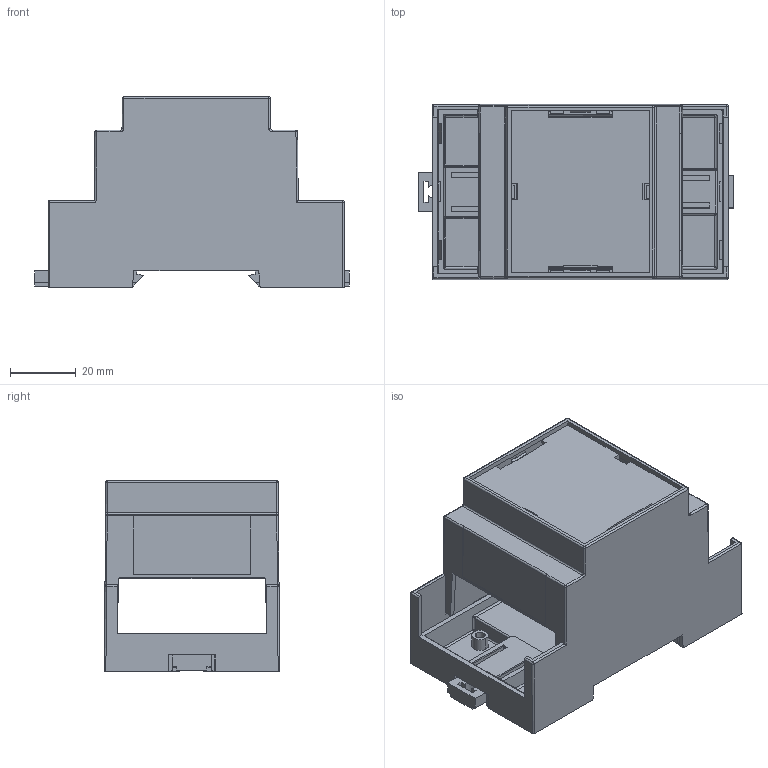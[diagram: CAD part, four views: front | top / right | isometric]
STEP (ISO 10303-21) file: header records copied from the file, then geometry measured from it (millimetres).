
FILE_DESCRIPTION(('Creo Elements/Direct Modeling STEP Export'),'2;1');
FILE_NAME('449-130-40.stp','2016-05-19T11:44:48',(''),(''),'Creo Elements/Direct Modeling STEP processor for AP214 (Solid Model)','Creo Elements/Direct Modeling 18.1B 29-Sep-2012 (C) Parametric Technology GmbH','');
FILE_SCHEMA(('AUTOMOTIVE_DESIGN { 1 0 10303 214 1 1 1 1 }'));
Length unit declared in the file: millimetre
Products named in the file (5): 044913052_apraRail_3Mod_TypIV_2_S.o._Oberteil; 044913013_apraRail_3Mod_Bodenteil; 044900100_Klammer_weiß; 044900200_Klammer_schwarz; 044913040_apraRailMB_3Mod_TypIV
Assembly tree (4 placements, depth 2):
  044913040_apraRailMB_3Mod_TypIV
    044900200_Klammer_schwarz
    044900100_Klammer_weiß
    044913013_apraRail_3Mod_Bodenteil
    044913052_apraRail_3Mod_TypIV_2_S.o._Oberteil
Bounding box: 95.8 x 53.4 x 58 mm (x, y, z)
Volume: 33159.9 mm3; surface area: 48911.6 mm2
Topology: 4 solids, 4 shells, 843 faces, 2287 edges, 1428 vertices
Faces by surface type: plane 580, cylinder 193, sphere 47, bspline 19, cone 4
Entity records: 27639 total; most frequent: CARTESIAN_POINT 6817, ORIENTED_EDGE 4526, DIRECTION 4014, EDGE_CURVE 2259, VECTOR 1794, LINE 1794, VERTEX_POINT 1428, AXIS2_PLACEMENT_3D 1110
